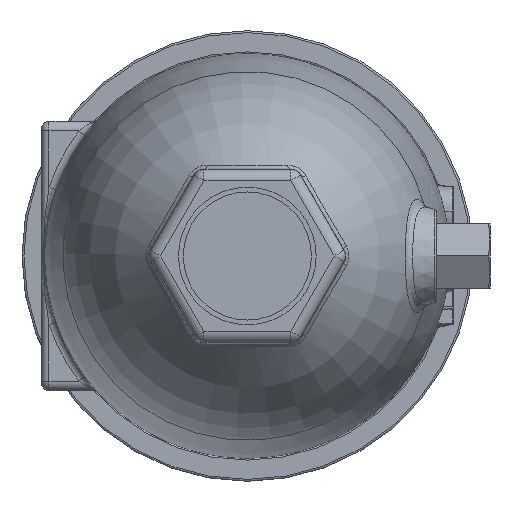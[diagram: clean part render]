
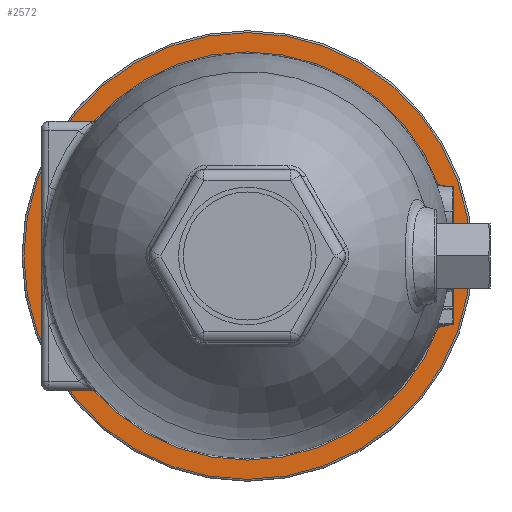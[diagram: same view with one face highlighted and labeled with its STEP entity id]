
A CAD part, front view. The second image highlights one B-rep face of the part: STEP entity #2572.
In plain terms, the highlighted planar face has unit normal (0, -1, 0).
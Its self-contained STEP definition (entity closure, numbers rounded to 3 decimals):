
#646 = ORIENTED_EDGE ( 'NONE', *, *, #7637, .T. ) ;
#1981 = DIRECTION ( 'NONE',  ( 0., 1., 0. ) ) ;
#2240 = CARTESIAN_POINT ( 'NONE',  ( -52.5, 217.2, 0. ) ) ;
#2572 = ADVANCED_FACE ( 'NONE', ( #7538, #11304 ), #13409, .F. ) ;
#3220 = VERTEX_POINT ( 'NONE', #14823 ) ;
#4135 = CIRCLE ( 'NONE', #20661, 58. ) ;
#7291 = EDGE_CURVE ( 'NONE', #3220, #3220, #11740, .T. ) ;
#7396 = EDGE_LOOP ( 'NONE', ( #8256 ) ) ;
#7538 = FACE_OUTER_BOUND ( 'NONE', #16119, .T. ) ;
#7637 = EDGE_CURVE ( 'NONE', #15718, #15718, #4135, .T. ) ;
#8256 = ORIENTED_EDGE ( 'NONE', *, *, #7291, .T. ) ;
#9718 = DIRECTION ( 'NONE',  ( 0., 0., 1. ) ) ;
#9746 = DIRECTION ( 'NONE',  ( 0., -1., 0. ) ) ;
#9769 = CARTESIAN_POINT ( 'NONE',  ( 0., 217.2, 0. ) ) ;
#10522 = AXIS2_PLACEMENT_3D ( 'NONE', #16598, #16569, #16564 ) ;
#11304 = FACE_BOUND ( 'NONE', #7396, .T. ) ;
#11337 = DIRECTION ( 'NONE',  ( 0., 0., 1. ) ) ;
#11740 = CIRCLE ( 'NONE', #10522, 53. ) ;
#13409 = PLANE ( 'NONE',  #20003 ) ;
#14823 = CARTESIAN_POINT ( 'NONE',  ( 0., 217.2, 53. ) ) ;
#15718 = VERTEX_POINT ( 'NONE', #16438 ) ;
#16119 = EDGE_LOOP ( 'NONE', ( #646 ) ) ;
#16438 = CARTESIAN_POINT ( 'NONE',  ( 0., 217.2, 58. ) ) ;
#16564 = DIRECTION ( 'NONE',  ( 0., 0., 1. ) ) ;
#16569 = DIRECTION ( 'NONE',  ( 0., 1., 0. ) ) ;
#16598 = CARTESIAN_POINT ( 'NONE',  ( 0., 217.2, 0. ) ) ;
#20003 = AXIS2_PLACEMENT_3D ( 'NONE', #2240, #1981, #11337 ) ;
#20661 = AXIS2_PLACEMENT_3D ( 'NONE', #9769, #9746, #9718 ) ;
